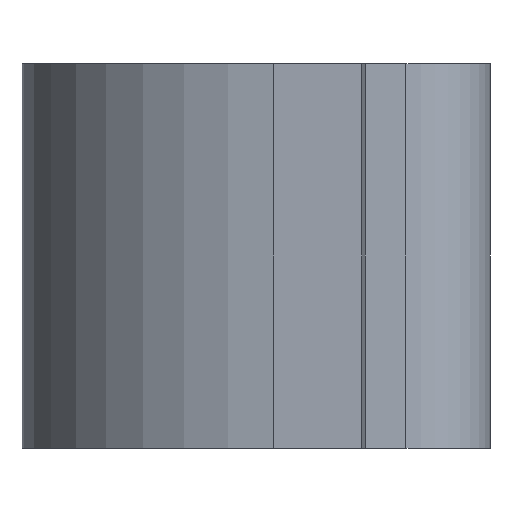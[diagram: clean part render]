
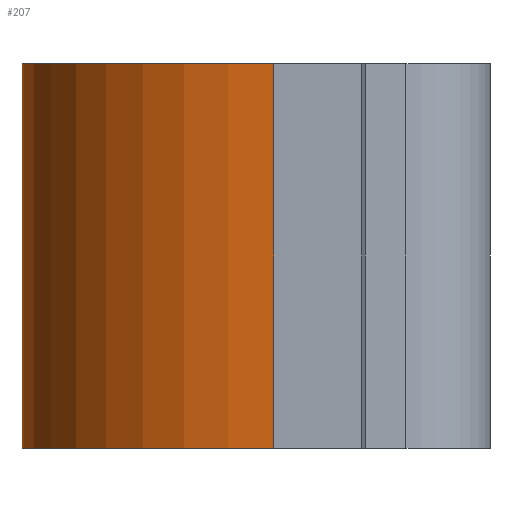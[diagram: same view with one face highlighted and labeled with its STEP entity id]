
A CAD part, left-side view. The second image highlights one B-rep face of the part: STEP entity #207.
In plain terms, the highlighted cylindrical face has radius 5.75 mm (diameter 11.5 mm), a partial arc.
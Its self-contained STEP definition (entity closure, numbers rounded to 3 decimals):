
#3 = DIRECTION ( 'NONE',  ( 1., 0., 0. ) ) ;
#9 = CARTESIAN_POINT ( 'NONE',  ( 5.75, 0., 4. ) ) ;
#11 = CARTESIAN_POINT ( 'NONE',  ( 0., 0., 4. ) ) ;
#13 = DIRECTION ( 'NONE',  ( 0., 0., 1. ) ) ;
#17 = EDGE_LOOP ( 'NONE', ( #373, #605, #33, #597 ) ) ;
#33 = ORIENTED_EDGE ( 'NONE', *, *, #269, .F. ) ;
#46 = DIRECTION ( 'NONE',  ( 0., 0., -1. ) ) ;
#48 = DIRECTION ( 'NONE',  ( 1., 0., 0. ) ) ;
#58 = DIRECTION ( 'NONE',  ( -1., 0., 0. ) ) ;
#70 = VERTEX_POINT ( 'NONE', #494 ) ;
#76 = CARTESIAN_POINT ( 'NONE',  ( 0., 0., 4. ) ) ;
#87 = DIRECTION ( 'NONE',  ( 0., 0., -1. ) ) ;
#152 = EDGE_CURVE ( 'NONE', #400, #70, #372, .T. ) ;
#185 = EDGE_CURVE ( 'NONE', #70, #284, #437, .T. ) ;
#207 = ADVANCED_FACE ( 'NONE', ( #594 ), #360, .T. ) ;
#219 = DIRECTION ( 'NONE',  ( 0., 0., -1. ) ) ;
#227 = CARTESIAN_POINT ( 'NONE',  ( 0., 0., -4. ) ) ;
#245 = DIRECTION ( 'NONE',  ( 0., 0., 1. ) ) ;
#269 = EDGE_CURVE ( 'NONE', #400, #380, #452, .T. ) ;
#278 = VECTOR ( 'NONE', #46, 1000. ) ;
#284 = VERTEX_POINT ( 'NONE', #297 ) ;
#293 = LINE ( 'NONE', #609, #278 ) ;
#297 = CARTESIAN_POINT ( 'NONE',  ( -5.728, 0.501, -4. ) ) ;
#360 = CYLINDRICAL_SURFACE ( 'NONE', #510, 5.75 ) ;
#372 = LINE ( 'NONE', #9, #507 ) ;
#373 = ORIENTED_EDGE ( 'NONE', *, *, #185, .T. ) ;
#380 = VERTEX_POINT ( 'NONE', #453 ) ;
#400 = VERTEX_POINT ( 'NONE', #522 ) ;
#437 = CIRCLE ( 'NONE', #490, 5.75 ) ;
#447 = AXIS2_PLACEMENT_3D ( 'NONE', #11, #13, #48 ) ;
#452 = CIRCLE ( 'NONE', #447, 5.75 ) ;
#453 = CARTESIAN_POINT ( 'NONE',  ( -5.728, 0.501, 4. ) ) ;
#471 = EDGE_CURVE ( 'NONE', #380, #284, #293, .T. ) ;
#490 = AXIS2_PLACEMENT_3D ( 'NONE', #227, #245, #3 ) ;
#494 = CARTESIAN_POINT ( 'NONE',  ( 5.75, 0., -4. ) ) ;
#507 = VECTOR ( 'NONE', #219, 1000. ) ;
#510 = AXIS2_PLACEMENT_3D ( 'NONE', #76, #87, #58 ) ;
#522 = CARTESIAN_POINT ( 'NONE',  ( 5.75, 0., 4. ) ) ;
#594 = FACE_OUTER_BOUND ( 'NONE', #17, .T. ) ;
#597 = ORIENTED_EDGE ( 'NONE', *, *, #152, .T. ) ;
#605 = ORIENTED_EDGE ( 'NONE', *, *, #471, .F. ) ;
#609 = CARTESIAN_POINT ( 'NONE',  ( -5.728, 0.501, 4. ) ) ;
